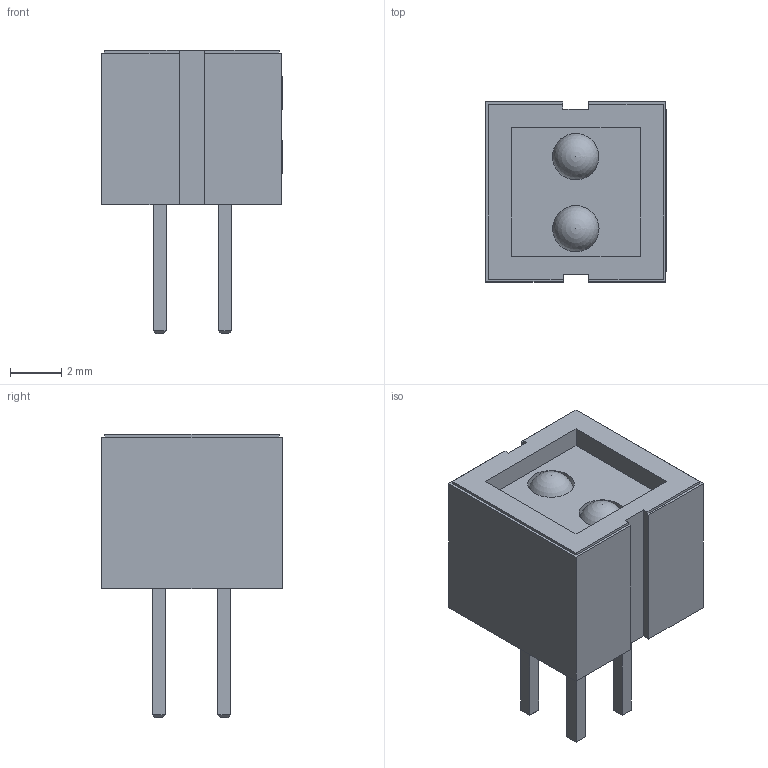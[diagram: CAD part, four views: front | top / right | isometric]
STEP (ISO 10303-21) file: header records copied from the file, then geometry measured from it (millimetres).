
FILE_DESCRIPTION(('FreeCAD Model'),'2;1');
FILE_NAME( 'CNY-70.step', '2018-02-23T22:35:52',('Author'),(''), 'Open CASCADE STEP processor 6.8','FreeCAD','Unknown');
FILE_SCHEMA(('AUTOMOTIVE_DESIGN_CC2 { 1 2 10303 214 -1 1 5 4 }'));
Length unit declared in the file: millimetre
Products named in the file (5): ASSEMBLY; ShapeString; ShapeString001; ShapeString002; Fusion003
Assembly tree (4 placements, depth 2):
  ASSEMBLY
    ShapeString
    ShapeString001
    ShapeString002
    Fusion003
Bounding box: 7.01 x 7 x 11 mm (x, y, z)
Volume: 256.5 mm3; surface area: 367.8 mm2
Topology: 1 solids, 12 shells, 90 faces, 484 edges, 413 vertices
Faces by surface type: plane 83, sphere 4, cylinder 3
Full cylindrical faces by diameter (mm): 1.8 x2
Entity records: 10223 total; most frequent: CARTESIAN_POINT 2979, DIRECTION 844, ORIENTED_EDGE 670, PCURVE 670, DEFINITIONAL_REPRESENTATION 670, LINE 609, VECTOR 609, B_SPLINE_CURVE_WITH_KNOTS 511
